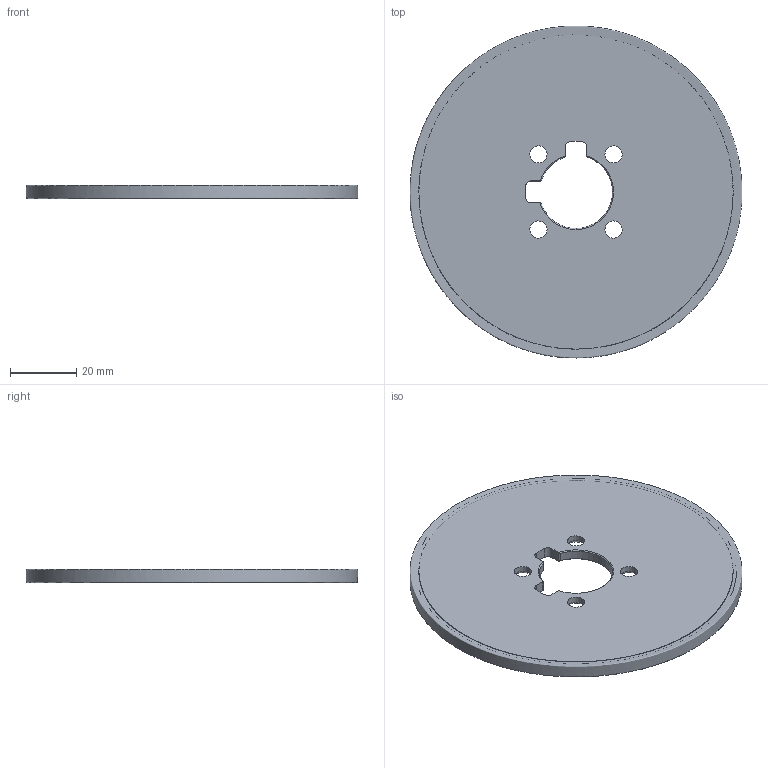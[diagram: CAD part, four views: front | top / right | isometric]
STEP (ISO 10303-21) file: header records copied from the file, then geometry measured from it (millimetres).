
FILE_DESCRIPTION(/* description */ (''),/* implementation_level */ '2;1');
FILE_NAME(/* name */ 'toolassembly_1.stp',/* time_stamp */ '2018-10-19T13:29:04+02:00',/* author */ (''),/* organization */ ('SMS'),/* preprocessor_version */ 'ST-DEVELOPER v15',/* originating_system */ 'SIEMENS PLM Software NX 8.5',/* authorisation */ '');
FILE_SCHEMA (('AUTOMOTIVE_DESIGN { 1 0 10303 214 3 1 1 1 }'));
Length unit declared in the file: millimetre
Products named in the file (4): ASSEMBLY_CONSTRUCTION; CUT_20181019132809; NOCUT_20181019132805; TOOLASSEMBLY_1
Assembly tree (3 placements, depth 2):
  TOOLASSEMBLY_1
    NOCUT_20181019132805
    CUT_20181019132809
    ASSEMBLY_CONSTRUCTION
Bounding box: 100 x 100 x 4 mm (x, y, z)
Volume: 26271.1 mm3; surface area: 19149.5 mm2
Topology: 2 solids, 2 shells, 38 faces, 109 edges, 84 vertices
Faces by surface type: cylinder 17, cone 14, plane 6, bspline 1
Full cylindrical faces by diameter (mm): 5.165 x4, 97.508 x1
Entity records: 5408 total; most frequent: CARTESIAN_POINT 4238, DIRECTION 232, ORIENTED_EDGE 176, AXIS2_PLACEMENT_3D 104, EDGE_CURVE 88, VERTEX_POINT 65, EDGE_LOOP 58, CIRCLE 52
